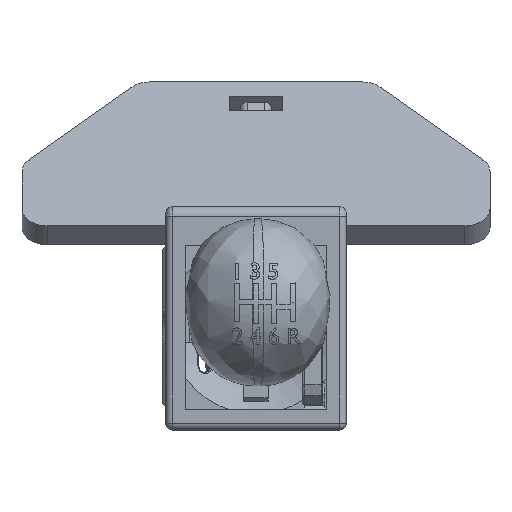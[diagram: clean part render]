
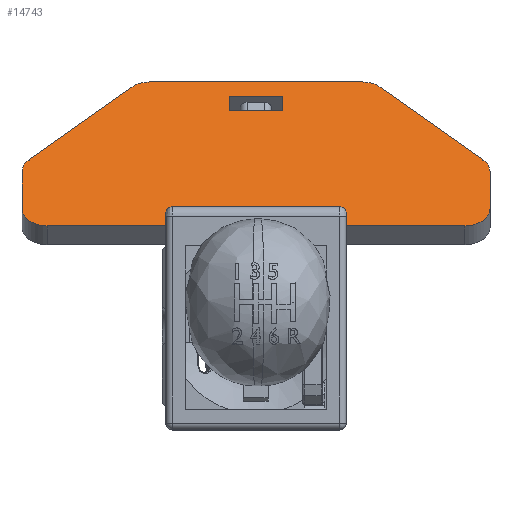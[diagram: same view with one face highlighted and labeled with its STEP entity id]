
A CAD part, top view. The second image highlights one B-rep face of the part: STEP entity #14743.
In plain terms, the highlighted planar face has unit normal (0, 0.707, 0.707).
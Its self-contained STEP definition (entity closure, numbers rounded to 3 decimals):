
#562=FACE_BOUND('',#5037,.T.);
#828=PLANE('',#15851);
#1714=LINE('',#22355,#3021);
#1717=LINE('',#22361,#3024);
#1719=LINE('',#22365,#3026);
#1726=LINE('',#22377,#3033);
#1790=LINE('',#22507,#3097);
#1859=LINE('',#22796,#3166);
#1873=LINE('',#22834,#3180);
#1876=LINE('',#22840,#3183);
#1877=LINE('',#22845,#3184);
#1878=LINE('',#22849,#3185);
#1879=LINE('',#22852,#3186);
#1880=LINE('',#22856,#3187);
#1881=LINE('',#22860,#3188);
#1882=LINE('',#22862,#3189);
#3021=VECTOR('',#18155,10.);
#3024=VECTOR('',#18160,10.);
#3026=VECTOR('',#18164,10.);
#3033=VECTOR('',#18175,10.);
#3097=VECTOR('',#18273,10.);
#3166=VECTOR('',#18458,10.);
#3180=VECTOR('',#18490,10.);
#3183=VECTOR('',#18495,10.);
#3184=VECTOR('',#18500,10.);
#3185=VECTOR('',#18503,10.);
#3186=VECTOR('',#18506,10.);
#3187=VECTOR('',#18509,10.);
#3188=VECTOR('',#18512,10.);
#3189=VECTOR('',#18513,10.);
#4155=FACE_OUTER_BOUND('',#5036,.T.);
#5036=EDGE_LOOP('',(#11658,#11659,#11660,#11661,#11662,#11663,#11664,#11665,
#11666,#11667,#11668,#11669,#11670,#11671,#11672,#11673,#11674,#11675));
#5037=EDGE_LOOP('',(#11676,#11677,#11678,#11679));
#5756=CIRCLE('',#15849,7.5);
#5757=CIRCLE('',#15852,7.5);
#5758=CIRCLE('',#15853,7.5);
#5759=CIRCLE('',#15854,7.5);
#5760=CIRCLE('',#15855,7.5);
#5761=CIRCLE('',#15856,2.);
#5762=CIRCLE('',#15857,2.);
#5763=CIRCLE('',#15858,7.5);
#6687=VERTEX_POINT('',#22352);
#6688=VERTEX_POINT('',#22354);
#6690=VERTEX_POINT('',#22360);
#6691=VERTEX_POINT('',#22364);
#6742=VERTEX_POINT('',#22504);
#6743=VERTEX_POINT('',#22506);
#6796=VERTEX_POINT('',#22793);
#6797=VERTEX_POINT('',#22795);
#6810=VERTEX_POINT('',#22827);
#6811=VERTEX_POINT('',#22829);
#6812=VERTEX_POINT('',#22833);
#6814=VERTEX_POINT('',#22839);
#6815=VERTEX_POINT('',#22842);
#6816=VERTEX_POINT('',#22844);
#6817=VERTEX_POINT('',#22846);
#6818=VERTEX_POINT('',#22848);
#6819=VERTEX_POINT('',#22850);
#6820=VERTEX_POINT('',#22853);
#6821=VERTEX_POINT('',#22855);
#6822=VERTEX_POINT('',#22857);
#6823=VERTEX_POINT('',#22859);
#6824=VERTEX_POINT('',#22861);
#8377=EDGE_CURVE('',#6688,#6687,#1714,.T.);
#8380=EDGE_CURVE('',#6690,#6688,#1717,.T.);
#8382=EDGE_CURVE('',#6687,#6691,#1719,.T.);
#8389=EDGE_CURVE('',#6691,#6690,#1726,.T.);
#8455=EDGE_CURVE('',#6742,#6743,#1790,.T.);
#8548=EDGE_CURVE('',#6796,#6797,#1859,.T.);
#8565=EDGE_CURVE('',#6810,#6811,#5756,.T.);
#8567=EDGE_CURVE('',#6811,#6812,#1873,.T.);
#8570=EDGE_CURVE('',#6814,#6810,#1876,.T.);
#8571=EDGE_CURVE('',#6743,#6814,#5757,.T.);
#8572=EDGE_CURVE('',#6815,#6742,#5758,.T.);
#8573=EDGE_CURVE('',#6816,#6815,#1877,.T.);
#8574=EDGE_CURVE('',#6817,#6816,#5759,.T.);
#8575=EDGE_CURVE('',#6817,#6818,#1878,.T.);
#8576=EDGE_CURVE('',#6819,#6818,#5760,.T.);
#8577=EDGE_CURVE('',#6819,#6797,#1879,.T.);
#8578=EDGE_CURVE('',#6820,#6796,#5761,.F.);
#8579=EDGE_CURVE('',#6821,#6820,#1880,.T.);
#8580=EDGE_CURVE('',#6822,#6821,#5762,.F.);
#8581=EDGE_CURVE('',#6823,#6822,#1881,.T.);
#8582=EDGE_CURVE('',#6824,#6823,#1882,.T.);
#8583=EDGE_CURVE('',#6812,#6824,#5763,.T.);
#11658=ORIENTED_EDGE('',*,*,#8565,.F.);
#11659=ORIENTED_EDGE('',*,*,#8570,.F.);
#11660=ORIENTED_EDGE('',*,*,#8571,.F.);
#11661=ORIENTED_EDGE('',*,*,#8455,.F.);
#11662=ORIENTED_EDGE('',*,*,#8572,.F.);
#11663=ORIENTED_EDGE('',*,*,#8573,.F.);
#11664=ORIENTED_EDGE('',*,*,#8574,.F.);
#11665=ORIENTED_EDGE('',*,*,#8575,.T.);
#11666=ORIENTED_EDGE('',*,*,#8576,.F.);
#11667=ORIENTED_EDGE('',*,*,#8577,.T.);
#11668=ORIENTED_EDGE('',*,*,#8548,.F.);
#11669=ORIENTED_EDGE('',*,*,#8578,.F.);
#11670=ORIENTED_EDGE('',*,*,#8579,.F.);
#11671=ORIENTED_EDGE('',*,*,#8580,.F.);
#11672=ORIENTED_EDGE('',*,*,#8581,.F.);
#11673=ORIENTED_EDGE('',*,*,#8582,.F.);
#11674=ORIENTED_EDGE('',*,*,#8583,.F.);
#11675=ORIENTED_EDGE('',*,*,#8567,.F.);
#11676=ORIENTED_EDGE('',*,*,#8382,.T.);
#11677=ORIENTED_EDGE('',*,*,#8389,.T.);
#11678=ORIENTED_EDGE('',*,*,#8380,.T.);
#11679=ORIENTED_EDGE('',*,*,#8377,.T.);
#14743=ADVANCED_FACE('',(#4155,#562),#828,.T.);
#15849=AXIS2_PLACEMENT_3D('',#22830,#18485,#18486);
#15851=AXIS2_PLACEMENT_3D('',#22838,#18493,#18494);
#15852=AXIS2_PLACEMENT_3D('',#22841,#18496,#18497);
#15853=AXIS2_PLACEMENT_3D('',#22843,#18498,#18499);
#15854=AXIS2_PLACEMENT_3D('',#22847,#18501,#18502);
#15855=AXIS2_PLACEMENT_3D('',#22851,#18504,#18505);
#15856=AXIS2_PLACEMENT_3D('',#22854,#18507,#18508);
#15857=AXIS2_PLACEMENT_3D('',#22858,#18510,#18511);
#15858=AXIS2_PLACEMENT_3D('',#22863,#18514,#18515);
#18155=DIRECTION('',(1.,0.,0.));
#18160=DIRECTION('',(0.,0.707,-0.707));
#18164=DIRECTION('',(0.,-0.707,0.707));
#18175=DIRECTION('',(-1.,0.,0.));
#18273=DIRECTION('',(1.,0.,0.));
#18458=DIRECTION('',(0.,0.707,-0.707));
#18485=DIRECTION('center_axis',(0.,-0.707,-0.707));
#18486=DIRECTION('ref_axis',(0.924,0.271,-0.271));
#18490=DIRECTION('',(0.,-0.707,0.707));
#18493=DIRECTION('center_axis',(0.,0.707,0.707));
#18494=DIRECTION('ref_axis',(0.,-0.707,0.707));
#18495=DIRECTION('',(0.707,-0.5,0.5));
#18496=DIRECTION('center_axis',(0.,-0.707,-0.707));
#18497=DIRECTION('ref_axis',(0.383,0.653,-0.653));
#18498=DIRECTION('center_axis',(0.,-0.707,-0.707));
#18499=DIRECTION('ref_axis',(-0.383,0.653,-0.653));
#18500=DIRECTION('',(0.707,0.5,-0.5));
#18501=DIRECTION('center_axis',(0.,-0.707,-0.707));
#18502=DIRECTION('ref_axis',(-0.924,0.271,-0.271));
#18503=DIRECTION('',(0.,-0.707,0.707));
#18504=DIRECTION('center_axis',(0.,-0.707,-0.707));
#18505=DIRECTION('ref_axis',(-0.707,-0.5,0.5));
#18506=DIRECTION('',(1.,0.,0.));
#18507=DIRECTION('center_axis',(0.,-0.707,-0.707));
#18508=DIRECTION('ref_axis',(-0.707,0.5,-0.5));
#18509=DIRECTION('',(-1.,0.,0.));
#18510=DIRECTION('center_axis',(0.,-0.707,-0.707));
#18511=DIRECTION('ref_axis',(0.707,0.5,-0.5));
#18512=DIRECTION('',(0.,-0.707,0.707));
#18513=DIRECTION('',(-1.,0.,0.));
#18514=DIRECTION('center_axis',(0.,-0.707,-0.707));
#18515=DIRECTION('ref_axis',(0.707,-0.5,0.5));
#22352=CARTESIAN_POINT('',(8.061,68.879,-41.879));
#22354=CARTESIAN_POINT('',(-7.881,68.879,-41.879));
#22355=CARTESIAN_POINT('',(0.045,68.879,-41.879));
#22360=CARTESIAN_POINT('',(-7.881,64.636,-37.636));
#22361=CARTESIAN_POINT('',(-7.881,71.,-44.));
#22364=CARTESIAN_POINT('',(8.061,64.636,-37.636));
#22365=CARTESIAN_POINT('',(8.061,71.,-44.));
#22377=CARTESIAN_POINT('',(0.045,64.636,-37.636));
#22504=CARTESIAN_POINT('',(-31.893,73.121,-46.121));
#22506=CARTESIAN_POINT('',(31.893,73.121,-46.121));
#22507=CARTESIAN_POINT('',(0.,73.121,-46.121));
#22793=CARTESIAN_POINT('',(-27.,28.586,-1.586));
#22795=CARTESIAN_POINT('',(-27.,30.,-3.));
#22796=CARTESIAN_POINT('',(-27.,30.,-3.));
#22827=CARTESIAN_POINT('',(67.803,49.926,-22.926));
#22829=CARTESIAN_POINT('',(70.,46.176,-19.176));
#22830=CARTESIAN_POINT('Origin',(62.5,46.176,-19.176));
#22833=CARTESIAN_POINT('',(70.,35.303,-8.303));
#22834=CARTESIAN_POINT('',(70.,73.121,-46.121));
#22838=CARTESIAN_POINT('Origin',(0.,73.121,-46.121));
#22839=CARTESIAN_POINT('',(37.197,71.568,-44.568));
#22840=CARTESIAN_POINT('',(35.,73.121,-46.121));
#22841=CARTESIAN_POINT('Origin',(31.893,67.818,-40.818));
#22842=CARTESIAN_POINT('',(-37.197,71.568,-44.568));
#22843=CARTESIAN_POINT('Origin',(-31.893,67.818,-40.818));
#22844=CARTESIAN_POINT('',(-67.803,49.926,-22.926));
#22845=CARTESIAN_POINT('',(-35.,73.121,-46.121));
#22846=CARTESIAN_POINT('',(-70.,46.176,-19.176));
#22847=CARTESIAN_POINT('Origin',(-62.5,46.176,-19.176));
#22848=CARTESIAN_POINT('',(-70.,35.303,-8.303));
#22849=CARTESIAN_POINT('',(-70.,73.121,-46.121));
#22850=CARTESIAN_POINT('',(-62.5,30.,-3.));
#22851=CARTESIAN_POINT('Origin',(-62.5,35.303,-8.303));
#22852=CARTESIAN_POINT('',(-70.,30.,-3.));
#22853=CARTESIAN_POINT('',(-25.,30.,-3.));
#22854=CARTESIAN_POINT('Origin',(-25.,28.586,-1.586));
#22855=CARTESIAN_POINT('',(25.,30.,-3.));
#22856=CARTESIAN_POINT('',(-13.5,30.,-3.));
#22857=CARTESIAN_POINT('',(27.,28.586,-1.586));
#22858=CARTESIAN_POINT('Origin',(25.,28.586,-1.586));
#22859=CARTESIAN_POINT('',(27.,30.,-3.));
#22860=CARTESIAN_POINT('',(27.,30.,-3.));
#22861=CARTESIAN_POINT('',(62.5,30.,-3.));
#22862=CARTESIAN_POINT('',(70.,30.,-3.));
#22863=CARTESIAN_POINT('Origin',(62.5,35.303,-8.303));
